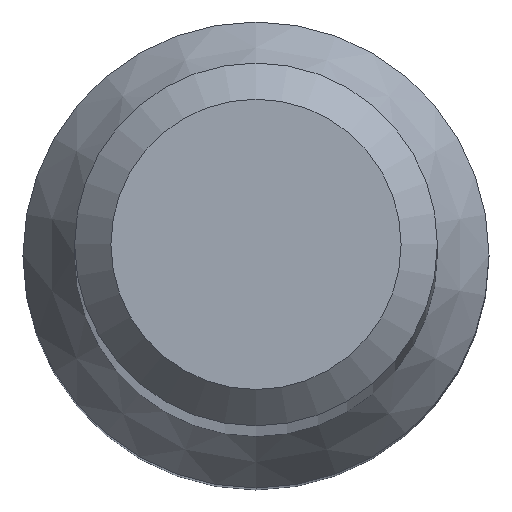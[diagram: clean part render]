
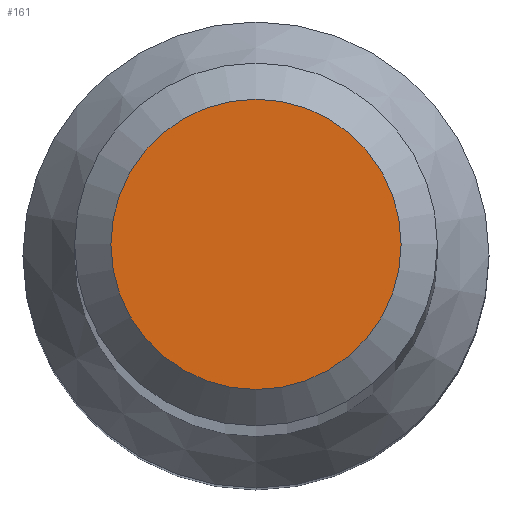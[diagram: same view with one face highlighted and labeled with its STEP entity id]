
A CAD part, top view. The second image highlights one B-rep face of the part: STEP entity #161.
In plain terms, the highlighted planar face has unit normal (0, 0, 1).
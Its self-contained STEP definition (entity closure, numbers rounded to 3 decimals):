
#8 = CARTESIAN_POINT ( 'NONE',  ( 0., 1.6, 80. ) ) ;
#22 = CARTESIAN_POINT ( 'NONE',  ( 0., 0., 80. ) ) ;
#51 = DIRECTION ( 'NONE',  ( 0., 0., 1. ) ) ;
#65 = CIRCLE ( 'NONE', #184, 1.6 ) ;
#68 = DIRECTION ( 'NONE',  ( 0., 1., 0. ) ) ;
#70 = CARTESIAN_POINT ( 'NONE',  ( 0., 0., 80. ) ) ;
#83 = ORIENTED_EDGE ( 'NONE', *, *, #115, .F. ) ;
#90 = AXIS2_PLACEMENT_3D ( 'NONE', #22, #51, #194 ) ;
#104 = FACE_OUTER_BOUND ( 'NONE', #237, .T. ) ;
#115 = EDGE_CURVE ( 'NONE', #195, #195, #65, .T. ) ;
#122 = PLANE ( 'NONE',  #90 ) ;
#161 = ADVANCED_FACE ( 'NONE', ( #104 ), #122, .T. ) ;
#162 = DIRECTION ( 'NONE',  ( 0., 0., -1. ) ) ;
#184 = AXIS2_PLACEMENT_3D ( 'NONE', #70, #162, #68 ) ;
#194 = DIRECTION ( 'NONE',  ( 0., -1., 0. ) ) ;
#195 = VERTEX_POINT ( 'NONE', #8 ) ;
#237 = EDGE_LOOP ( 'NONE', ( #83 ) ) ;
